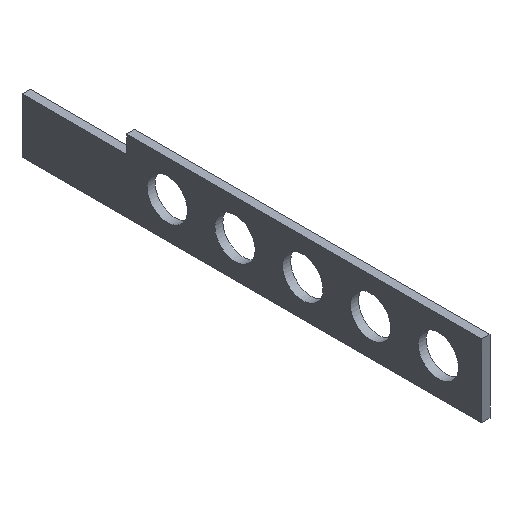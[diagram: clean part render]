
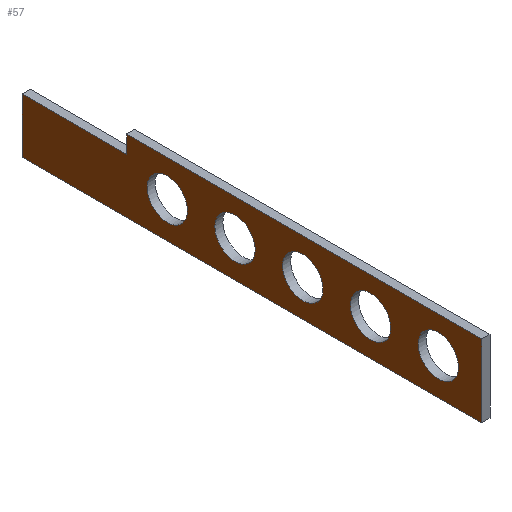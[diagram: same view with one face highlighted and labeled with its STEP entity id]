
A CAD part, isometric view. The second image highlights one B-rep face of the part: STEP entity #57.
In plain terms, the highlighted planar face has unit normal (-1, 0, 0).
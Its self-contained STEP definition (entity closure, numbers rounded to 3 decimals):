
#21 = EDGE_CURVE('',#22,#24,#26,.T.);
#22 = VERTEX_POINT('',#23);
#23 = CARTESIAN_POINT('',(0.,-85.,-5.));
#24 = VERTEX_POINT('',#25);
#25 = CARTESIAN_POINT('',(0.,-305.,-5.));
#26 = LINE('',#27,#28);
#27 = CARTESIAN_POINT('',(0.,-20.,-5.));
#28 = VECTOR('',#29,1.);
#29 = DIRECTION('',(0.,-1.,0.));
#57 = ADVANCED_FACE('',(#58,#99,#110,#121,#132,#143),#154,.F.);
#58 = FACE_BOUND('',#59,.F.);
#59 = EDGE_LOOP('',(#60,#68,#69,#77,#85,#93));
#60 = ORIENTED_EDGE('',*,*,#61,.F.);
#61 = EDGE_CURVE('',#22,#62,#64,.T.);
#62 = VERTEX_POINT('',#63);
#63 = CARTESIAN_POINT('',(0.,-85.,-16.));
#64 = LINE('',#65,#66);
#65 = CARTESIAN_POINT('',(0.,-85.,0.));
#66 = VECTOR('',#67,1.);
#67 = DIRECTION('',(0.,0.,-1.));
#68 = ORIENTED_EDGE('',*,*,#21,.T.);
#69 = ORIENTED_EDGE('',*,*,#70,.T.);
#70 = EDGE_CURVE('',#24,#71,#73,.T.);
#71 = VERTEX_POINT('',#72);
#72 = CARTESIAN_POINT('',(0.,-305.,-50.));
#73 = LINE('',#74,#75);
#74 = CARTESIAN_POINT('',(0.,-305.,-5.));
#75 = VECTOR('',#76,1.);
#76 = DIRECTION('',(0.,0.,-1.));
#77 = ORIENTED_EDGE('',*,*,#78,.T.);
#78 = EDGE_CURVE('',#71,#79,#81,.T.);
#79 = VERTEX_POINT('',#80);
#80 = CARTESIAN_POINT('',(0.,-20.,-50.));
#81 = LINE('',#82,#83);
#82 = CARTESIAN_POINT('',(0.,-305.,-50.));
#83 = VECTOR('',#84,1.);
#84 = DIRECTION('',(0.,1.,0.));
#85 = ORIENTED_EDGE('',*,*,#86,.T.);
#86 = EDGE_CURVE('',#79,#87,#89,.T.);
#87 = VERTEX_POINT('',#88);
#88 = CARTESIAN_POINT('',(0.,-20.,-16.));
#89 = LINE('',#90,#91);
#90 = CARTESIAN_POINT('',(0.,-20.,-50.));
#91 = VECTOR('',#92,1.);
#92 = DIRECTION('',(0.,0.,1.));
#93 = ORIENTED_EDGE('',*,*,#94,.F.);
#94 = EDGE_CURVE('',#62,#87,#95,.T.);
#95 = LINE('',#96,#97);
#96 = CARTESIAN_POINT('',(0.,-85.,-16.));
#97 = VECTOR('',#98,1.);
#98 = DIRECTION('',(0.,1.,0.));
#99 = FACE_BOUND('',#100,.F.);
#100 = EDGE_LOOP('',(#101));
#101 = ORIENTED_EDGE('',*,*,#102,.F.);
#102 = EDGE_CURVE('',#103,#103,#105,.T.);
#103 = VERTEX_POINT('',#104);
#104 = CARTESIAN_POINT('',(0.,-97.5,-27.5));
#105 = CIRCLE('',#106,12.5);
#106 = AXIS2_PLACEMENT_3D('',#107,#108,#109);
#107 = CARTESIAN_POINT('',(0.,-110.,-27.5));
#108 = DIRECTION('',(1.,0.,0.));
#109 = DIRECTION('',(0.,1.,0.));
#110 = FACE_BOUND('',#111,.F.);
#111 = EDGE_LOOP('',(#112));
#112 = ORIENTED_EDGE('',*,*,#113,.F.);
#113 = EDGE_CURVE('',#114,#114,#116,.T.);
#114 = VERTEX_POINT('',#115);
#115 = CARTESIAN_POINT('',(0.,-139.5,-27.5));
#116 = CIRCLE('',#117,12.5);
#117 = AXIS2_PLACEMENT_3D('',#118,#119,#120);
#118 = CARTESIAN_POINT('',(0.,-152.,-27.5));
#119 = DIRECTION('',(1.,0.,0.));
#120 = DIRECTION('',(0.,1.,0.));
#121 = FACE_BOUND('',#122,.F.);
#122 = EDGE_LOOP('',(#123));
#123 = ORIENTED_EDGE('',*,*,#124,.F.);
#124 = EDGE_CURVE('',#125,#125,#127,.T.);
#125 = VERTEX_POINT('',#126);
#126 = CARTESIAN_POINT('',(0.,-223.5,-27.5));
#127 = CIRCLE('',#128,12.5);
#128 = AXIS2_PLACEMENT_3D('',#129,#130,#131);
#129 = CARTESIAN_POINT('',(0.,-236.,-27.5));
#130 = DIRECTION('',(1.,0.,0.));
#131 = DIRECTION('',(0.,1.,0.));
#132 = FACE_BOUND('',#133,.F.);
#133 = EDGE_LOOP('',(#134));
#134 = ORIENTED_EDGE('',*,*,#135,.F.);
#135 = EDGE_CURVE('',#136,#136,#138,.T.);
#136 = VERTEX_POINT('',#137);
#137 = CARTESIAN_POINT('',(0.,-265.5,-27.5));
#138 = CIRCLE('',#139,12.5);
#139 = AXIS2_PLACEMENT_3D('',#140,#141,#142);
#140 = CARTESIAN_POINT('',(0.,-278.,-27.5));
#141 = DIRECTION('',(1.,0.,0.));
#142 = DIRECTION('',(0.,1.,0.));
#143 = FACE_BOUND('',#144,.F.);
#144 = EDGE_LOOP('',(#145));
#145 = ORIENTED_EDGE('',*,*,#146,.F.);
#146 = EDGE_CURVE('',#147,#147,#149,.T.);
#147 = VERTEX_POINT('',#148);
#148 = CARTESIAN_POINT('',(0.,-181.5,-27.5));
#149 = CIRCLE('',#150,12.5);
#150 = AXIS2_PLACEMENT_3D('',#151,#152,#153);
#151 = CARTESIAN_POINT('',(0.,-194.,-27.5));
#152 = DIRECTION('',(1.,0.,0.));
#153 = DIRECTION('',(0.,1.,0.));
#154 = PLANE('',#155);
#155 = AXIS2_PLACEMENT_3D('',#156,#157,#158);
#156 = CARTESIAN_POINT('',(0.,-162.5,-27.5));
#157 = DIRECTION('',(1.,0.,0.));
#158 = DIRECTION('',(0.,0.,1.));
